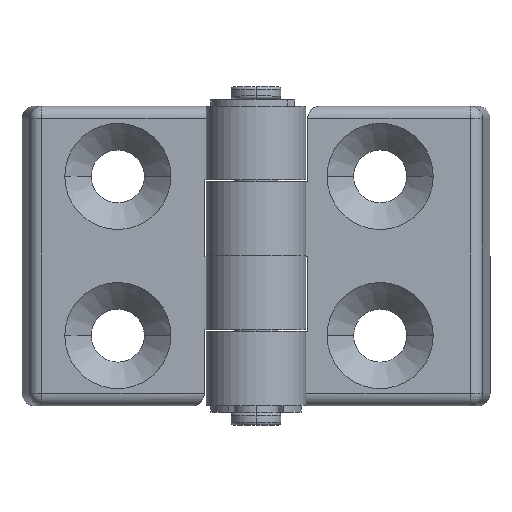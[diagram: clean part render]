
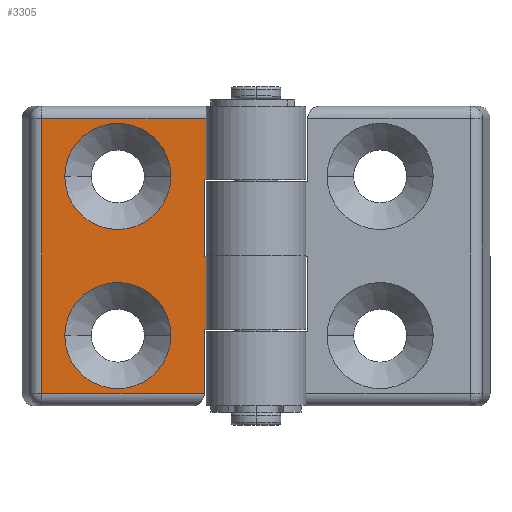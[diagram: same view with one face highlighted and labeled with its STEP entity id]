
A CAD part, top view. The second image highlights one B-rep face of the part: STEP entity #3305.
In plain terms, the highlighted planar face has unit normal (0, 0, 1).
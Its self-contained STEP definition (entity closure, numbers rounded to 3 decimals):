
#4 = VERTEX_POINT ( 'NONE', #839 ) ;
#20 = DIRECTION ( 'NONE',  ( 0., 0., 1. ) ) ;
#45 = EDGE_LOOP ( 'NONE', ( #698, #1722 ) ) ;
#138 = VERTEX_POINT ( 'NONE', #1785 ) ;
#156 = DIRECTION ( 'NONE',  ( 0., -1., 0. ) ) ;
#185 = VERTEX_POINT ( 'NONE', #2035 ) ;
#197 = VERTEX_POINT ( 'NONE', #2537 ) ;
#340 = EDGE_CURVE ( 'NONE', #2097, #1705, #1517, .T. ) ;
#343 = AXIS2_PLACEMENT_3D ( 'NONE', #1030, #1849, #3445 ) ;
#437 = VERTEX_POINT ( 'NONE', #1388 ) ;
#451 = VECTOR ( 'NONE', #813, 1000. ) ;
#458 = DIRECTION ( 'NONE',  ( 0., -1., 0. ) ) ;
#492 = ORIENTED_EDGE ( 'NONE', *, *, #1181, .T. ) ;
#512 = ORIENTED_EDGE ( 'NONE', *, *, #588, .T. ) ;
#535 = CARTESIAN_POINT ( 'NONE',  ( -14.55, 0., 4. ) ) ;
#588 = EDGE_CURVE ( 'NONE', #1308, #1537, #2984, .T. ) ;
#613 = FACE_BOUND ( 'NONE', #45, .T. ) ;
#649 = LINE ( 'NONE', #1346, #2586 ) ;
#682 = ORIENTED_EDGE ( 'NONE', *, *, #340, .F. ) ;
#698 = ORIENTED_EDGE ( 'NONE', *, *, #1109, .T. ) ;
#727 = AXIS2_PLACEMENT_3D ( 'NONE', #1050, #2418, #2943 ) ;
#758 = AXIS2_PLACEMENT_3D ( 'NONE', #2326, #2568, #1986 ) ;
#813 = DIRECTION ( 'NONE',  ( 0., 1., 0. ) ) ;
#830 = DIRECTION ( 'NONE',  ( 1., 0., 0. ) ) ;
#839 = CARTESIAN_POINT ( 'NONE',  ( -14.55, -22., 4. ) ) ;
#864 = ORIENTED_EDGE ( 'NONE', *, *, #972, .T. ) ;
#883 = VECTOR ( 'NONE', #458, 1000. ) ;
#916 = EDGE_CURVE ( 'NONE', #197, #4, #2618, .T. ) ;
#937 = DIRECTION ( 'NONE',  ( -1., 0., 0. ) ) ;
#972 = EDGE_CURVE ( 'NONE', #1537, #1382, #2962, .T. ) ;
#1030 = CARTESIAN_POINT ( 'NONE',  ( 0., 0., 4. ) ) ;
#1050 = CARTESIAN_POINT ( 'NONE',  ( -0.4, -12.75, 4. ) ) ;
#1067 = VERTEX_POINT ( 'NONE', #3098 ) ;
#1098 = EDGE_CURVE ( 'NONE', #1308, #185, #649, .T. ) ;
#1107 = CIRCLE ( 'NONE', #758, 8.5 ) ;
#1109 = EDGE_CURVE ( 'NONE', #1067, #1140, #1743, .T. ) ;
#1140 = VERTEX_POINT ( 'NONE', #2961 ) ;
#1181 = EDGE_CURVE ( 'NONE', #2062, #138, #3204, .T. ) ;
#1236 = VERTEX_POINT ( 'NONE', #2177 ) ;
#1289 = PLANE ( 'NONE',  #343 ) ;
#1308 = VERTEX_POINT ( 'NONE', #3029 ) ;
#1311 = CARTESIAN_POINT ( 'NONE',  ( -14.55, 24., 4. ) ) ;
#1341 = CARTESIAN_POINT ( 'NONE',  ( 0., -12.2, 4. ) ) ;
#1346 = CARTESIAN_POINT ( 'NONE',  ( 0., 11.8, 4. ) ) ;
#1347 = CARTESIAN_POINT ( 'NONE',  ( 0., 0., 4. ) ) ;
#1382 = VERTEX_POINT ( 'NONE', #1454 ) ;
#1388 = CARTESIAN_POINT ( 'NONE',  ( -14.25, 22., 4. ) ) ;
#1410 = AXIS2_PLACEMENT_3D ( 'NONE', #2160, #1675, #3367 ) ;
#1454 = CARTESIAN_POINT ( 'NONE',  ( -14.25, 0., 4. ) ) ;
#1516 = CARTESIAN_POINT ( 'NONE',  ( -14.25, 22., 4. ) ) ;
#1517 = CIRCLE ( 'NONE', #1410, 8.5 ) ;
#1537 = VERTEX_POINT ( 'NONE', #535 ) ;
#1551 = DIRECTION ( 'NONE',  ( 1., 0., 0. ) ) ;
#1562 = EDGE_CURVE ( 'NONE', #197, #1236, #2685, .T. ) ;
#1591 = ORIENTED_EDGE ( 'NONE', *, *, #916, .T. ) ;
#1624 = VECTOR ( 'NONE', #1919, 1000. ) ;
#1675 = DIRECTION ( 'NONE',  ( 0., 0., 1. ) ) ;
#1682 = FACE_OUTER_BOUND ( 'NONE', #3391, .T. ) ;
#1705 = VERTEX_POINT ( 'NONE', #3041 ) ;
#1712 = LINE ( 'NONE', #2790, #2819 ) ;
#1722 = ORIENTED_EDGE ( 'NONE', *, *, #2575, .T. ) ;
#1731 = CARTESIAN_POINT ( 'NONE',  ( 13.45, -22., 4. ) ) ;
#1734 = EDGE_CURVE ( 'NONE', #437, #185, #1934, .T. ) ;
#1743 = CIRCLE ( 'NONE', #727, 8.5 ) ;
#1785 = CARTESIAN_POINT ( 'NONE',  ( 11.79, 22., 4. ) ) ;
#1815 = EDGE_CURVE ( 'NONE', #1382, #1236, #1712, .T. ) ;
#1849 = DIRECTION ( 'NONE',  ( 0., 0., 1. ) ) ;
#1862 = CARTESIAN_POINT ( 'NONE',  ( 11.79, 0., 4. ) ) ;
#1873 = ORIENTED_EDGE ( 'NONE', *, *, #1098, .F. ) ;
#1891 = VECTOR ( 'NONE', #937, 1000. ) ;
#1919 = DIRECTION ( 'NONE',  ( 0., -1., 0. ) ) ;
#1934 = LINE ( 'NONE', #2753, #1624 ) ;
#1962 = EDGE_CURVE ( 'NONE', #1705, #2097, #3463, .T. ) ;
#1986 = DIRECTION ( 'NONE',  ( 1., 0., 0. ) ) ;
#2010 = ORIENTED_EDGE ( 'NONE', *, *, #1734, .T. ) ;
#2035 = CARTESIAN_POINT ( 'NONE',  ( -14.25, 11.8, 4. ) ) ;
#2062 = VERTEX_POINT ( 'NONE', #2484 ) ;
#2092 = EDGE_CURVE ( 'NONE', #138, #437, #3403, .T. ) ;
#2094 = ORIENTED_EDGE ( 'NONE', *, *, #2092, .T. ) ;
#2097 = VERTEX_POINT ( 'NONE', #2318 ) ;
#2104 = ORIENTED_EDGE ( 'NONE', *, *, #1562, .F. ) ;
#2153 = CARTESIAN_POINT ( 'NONE',  ( -0.4, 12.75, 4. ) ) ;
#2160 = CARTESIAN_POINT ( 'NONE',  ( -0.4, 12.75, 4. ) ) ;
#2177 = CARTESIAN_POINT ( 'NONE',  ( -14.25, -12.2, 4. ) ) ;
#2217 = FACE_BOUND ( 'NONE', #2361, .T. ) ;
#2318 = CARTESIAN_POINT ( 'NONE',  ( 8.1, 12.75, 4. ) ) ;
#2326 = CARTESIAN_POINT ( 'NONE',  ( -0.4, -12.75, 4. ) ) ;
#2361 = EDGE_LOOP ( 'NONE', ( #682, #3328 ) ) ;
#2378 = DIRECTION ( 'NONE',  ( 1., 0., 0. ) ) ;
#2418 = DIRECTION ( 'NONE',  ( 0., 0., -1. ) ) ;
#2419 = DIRECTION ( 'NONE',  ( 1., 0., 0. ) ) ;
#2484 = CARTESIAN_POINT ( 'NONE',  ( 11.79, -22., 4. ) ) ;
#2502 = LINE ( 'NONE', #1731, #3244 ) ;
#2537 = CARTESIAN_POINT ( 'NONE',  ( -14.55, -12.2, 4. ) ) ;
#2568 = DIRECTION ( 'NONE',  ( 0., 0., -1. ) ) ;
#2575 = EDGE_CURVE ( 'NONE', #1140, #1067, #1107, .T. ) ;
#2580 = ORIENTED_EDGE ( 'NONE', *, *, #2874, .T. ) ;
#2586 = VECTOR ( 'NONE', #830, 1000. ) ;
#2618 = LINE ( 'NONE', #1311, #883 ) ;
#2685 = LINE ( 'NONE', #1341, #2872 ) ;
#2753 = CARTESIAN_POINT ( 'NONE',  ( -14.25, 0., 4. ) ) ;
#2790 = CARTESIAN_POINT ( 'NONE',  ( -14.25, 0., 4. ) ) ;
#2819 = VECTOR ( 'NONE', #156, 1000. ) ;
#2872 = VECTOR ( 'NONE', #1551, 1000. ) ;
#2874 = EDGE_CURVE ( 'NONE', #4, #2062, #2502, .T. ) ;
#2943 = DIRECTION ( 'NONE',  ( 1., 0., 0. ) ) ;
#2961 = CARTESIAN_POINT ( 'NONE',  ( -8.9, -12.75, 4. ) ) ;
#2962 = LINE ( 'NONE', #1347, #3315 ) ;
#2984 = LINE ( 'NONE', #3015, #3393 ) ;
#3015 = CARTESIAN_POINT ( 'NONE',  ( -14.55, 24., 4. ) ) ;
#3029 = CARTESIAN_POINT ( 'NONE',  ( -14.55, 11.8, 4. ) ) ;
#3041 = CARTESIAN_POINT ( 'NONE',  ( -8.9, 12.75, 4. ) ) ;
#3098 = CARTESIAN_POINT ( 'NONE',  ( 8.1, -12.75, 4. ) ) ;
#3204 = LINE ( 'NONE', #1862, #451 ) ;
#3216 = ORIENTED_EDGE ( 'NONE', *, *, #1815, .T. ) ;
#3244 = VECTOR ( 'NONE', #3283, 1000. ) ;
#3258 = DIRECTION ( 'NONE',  ( 0., -1., 0. ) ) ;
#3283 = DIRECTION ( 'NONE',  ( 1., 0., 0. ) ) ;
#3301 = AXIS2_PLACEMENT_3D ( 'NONE', #2153, #20, #2378 ) ;
#3305 = ADVANCED_FACE ( 'NONE', ( #613, #2217, #1682 ), #1289, .T. ) ;
#3315 = VECTOR ( 'NONE', #2419, 1000. ) ;
#3328 = ORIENTED_EDGE ( 'NONE', *, *, #1962, .F. ) ;
#3367 = DIRECTION ( 'NONE',  ( 1., 0., 0. ) ) ;
#3391 = EDGE_LOOP ( 'NONE', ( #492, #2094, #2010, #1873, #512, #864, #3216, #2104, #1591, #2580 ) ) ;
#3393 = VECTOR ( 'NONE', #3258, 1000. ) ;
#3403 = LINE ( 'NONE', #1516, #1891 ) ;
#3445 = DIRECTION ( 'NONE',  ( 1., 0., 0. ) ) ;
#3463 = CIRCLE ( 'NONE', #3301, 8.5 ) ;
